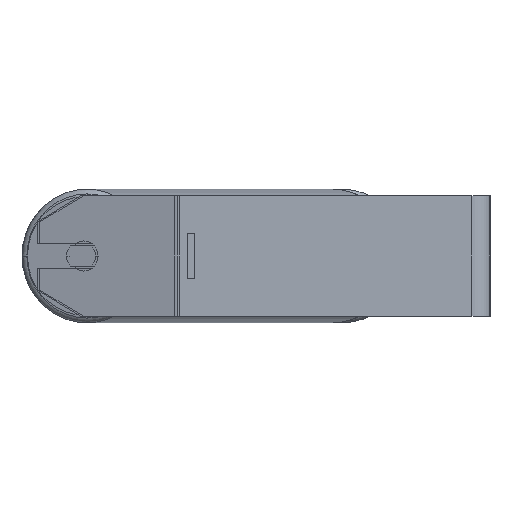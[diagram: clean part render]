
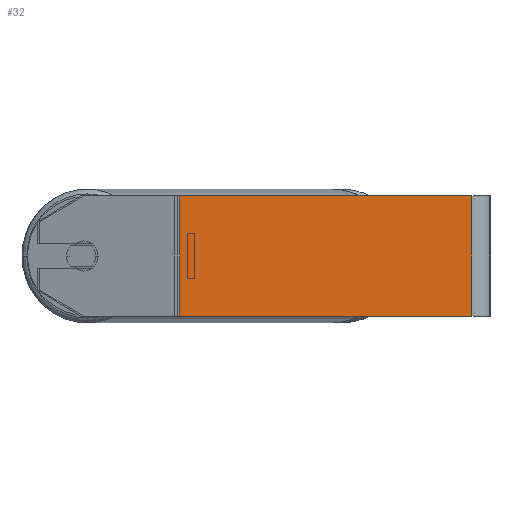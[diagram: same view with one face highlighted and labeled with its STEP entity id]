
A CAD part, left-side view. The second image highlights one B-rep face of the part: STEP entity #32.
In plain terms, the highlighted planar face has unit normal (-1, 0, 0).
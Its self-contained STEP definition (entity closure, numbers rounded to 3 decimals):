
#32 = ADVANCED_FACE ( 'NONE', ( #527 ), #5929, .F. ) ;
#345 = CARTESIAN_POINT ( 'NONE',  ( -1000., 12., 40. ) ) ;
#357 = EDGE_CURVE ( 'NONE', #4701, #1653, #6413, .T. ) ;
#394 = DIRECTION ( 'NONE',  ( 1., 0., 0. ) ) ;
#406 = DIRECTION ( 'NONE',  ( 0., -1., 0. ) ) ;
#435 = LINE ( 'NONE', #3141, #5699 ) ;
#527 = FACE_OUTER_BOUND ( 'NONE', #2931, .T. ) ;
#695 = CARTESIAN_POINT ( 'NONE',  ( -1000., 208.145, 40. ) ) ;
#707 = EDGE_CURVE ( 'NONE', #8561, #1653, #2451, .T. ) ;
#845 = VECTOR ( 'NONE', #2377, 1000. ) ;
#1283 = CARTESIAN_POINT ( 'NONE',  ( -1000., 208.145, 40. ) ) ;
#1548 = VERTEX_POINT ( 'NONE', #1721 ) ;
#1653 = VERTEX_POINT ( 'NONE', #5211 ) ;
#1721 = CARTESIAN_POINT ( 'NONE',  ( -1000., 206.565, 40. ) ) ;
#1770 = CARTESIAN_POINT ( 'NONE',  ( -1000., 206.565, -40. ) ) ;
#1773 = ORIENTED_EDGE ( 'NONE', *, *, #6318, .F. ) ;
#1929 = ORIENTED_EDGE ( 'NONE', *, *, #7414, .T. ) ;
#2047 = ORIENTED_EDGE ( 'NONE', *, *, #357, .F. ) ;
#2377 = DIRECTION ( 'NONE',  ( 0., 0., -1. ) ) ;
#2451 = LINE ( 'NONE', #8473, #6370 ) ;
#2931 = EDGE_LOOP ( 'NONE', ( #3495, #2047, #1773, #1929 ) ) ;
#3098 = DIRECTION ( 'NONE',  ( 0., 0., -1. ) ) ;
#3102 = AXIS2_PLACEMENT_3D ( 'NONE', #1283, #394, #3098 ) ;
#3141 = CARTESIAN_POINT ( 'NONE',  ( -1000., 206.565, 40. ) ) ;
#3448 = VECTOR ( 'NONE', #6726, 1000. ) ;
#3495 = ORIENTED_EDGE ( 'NONE', *, *, #707, .T. ) ;
#3787 = CARTESIAN_POINT ( 'NONE',  ( -1000., 12., 40. ) ) ;
#4701 = VERTEX_POINT ( 'NONE', #3787 ) ;
#5211 = CARTESIAN_POINT ( 'NONE',  ( -1000., 12., -40. ) ) ;
#5699 = VECTOR ( 'NONE', #8549, 1000. ) ;
#5929 = PLANE ( 'NONE',  #3102 ) ;
#6318 = EDGE_CURVE ( 'NONE', #1548, #4701, #8096, .T. ) ;
#6370 = VECTOR ( 'NONE', #406, 1000. ) ;
#6413 = LINE ( 'NONE', #345, #845 ) ;
#6726 = DIRECTION ( 'NONE',  ( 0., -1., 0. ) ) ;
#7414 = EDGE_CURVE ( 'NONE', #1548, #8561, #435, .T. ) ;
#8096 = LINE ( 'NONE', #695, #3448 ) ;
#8473 = CARTESIAN_POINT ( 'NONE',  ( -1000., 208.145, -40. ) ) ;
#8549 = DIRECTION ( 'NONE',  ( 0., 0., -1. ) ) ;
#8561 = VERTEX_POINT ( 'NONE', #1770 ) ;
